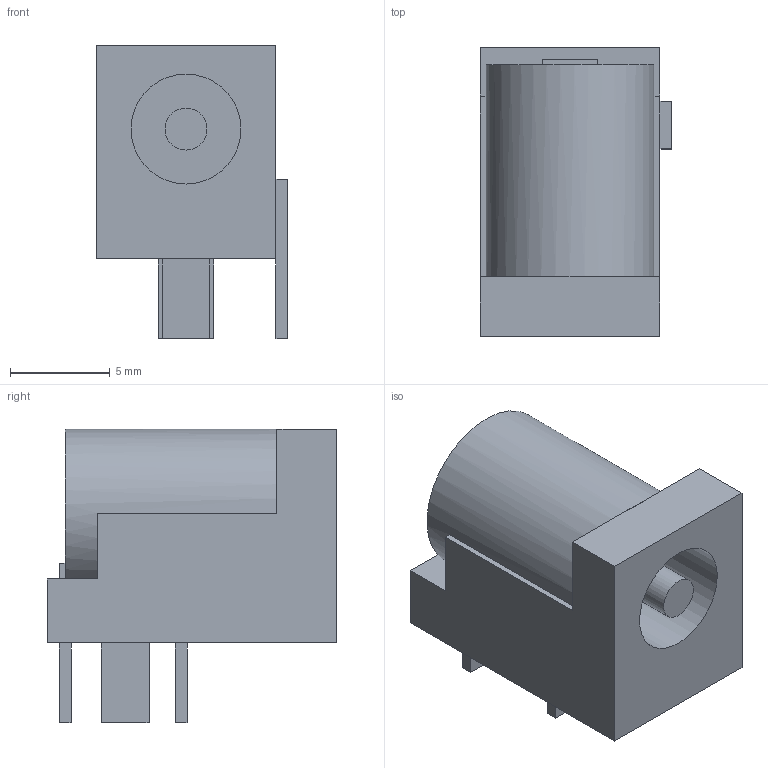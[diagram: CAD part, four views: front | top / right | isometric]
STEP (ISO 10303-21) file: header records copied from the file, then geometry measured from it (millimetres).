
FILE_DESCRIPTION(('FreeCAD Model'),'2;1');
FILE_NAME('Open CASCADE Shape Model','2025-09-23T22:15:14',(''),(''), 'Open CASCADE STEP processor 7.8','FreeCAD','Unknown');
FILE_SCHEMA(('AUTOMOTIVE_DESIGN { 1 0 10303 214 1 1 1 1 }'));
Length unit declared in the file: millimetre
Products named in the file (1): WR-DC-2.1
Bounding box: 9.6 x 14.5 x 14.7 mm (x, y, z)
Volume: 1111.1 mm3; surface area: 959.8 mm2
Topology: 1 solids, 1 shells, 39 faces, 97 edges, 64 vertices
Faces by surface type: plane 36, cylinder 3
Full cylindrical faces by diameter (mm): 2.1 x1, 5.5 x1
Entity records: 1287 total; most frequent: CARTESIAN_POINT 201, ORIENTED_EDGE 194, DIRECTION 187, EDGE_CURVE 97, LINE 87, VECTOR 87, VERTEX_POINT 64, AXIS2_PLACEMENT_3D 50
